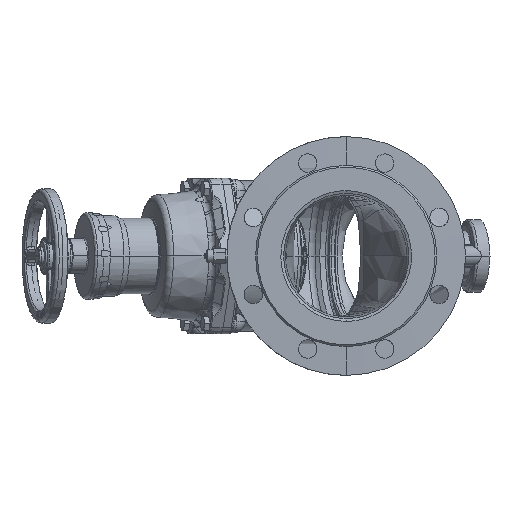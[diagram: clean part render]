
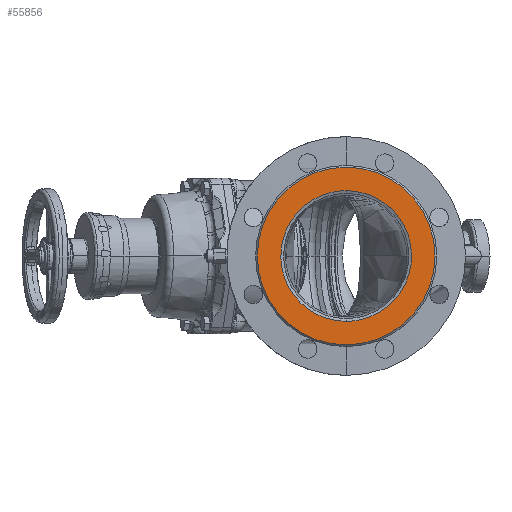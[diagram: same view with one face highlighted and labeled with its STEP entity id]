
A CAD part, left-side view. The second image highlights one B-rep face of the part: STEP entity #55856.
In plain terms, the highlighted planar face has unit normal (-1, 0, 0).
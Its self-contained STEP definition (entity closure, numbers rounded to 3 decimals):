
#55753=CARTESIAN_POINT('Vertex',(-227.,0.,-106.)) ;
#55756=CARTESIAN_POINT('Axis2P3D Location',(-227.,0.,0.)) ;
#55760=CARTESIAN_POINT('Vertex',(-227.,0.,106.)) ;
#55775=CARTESIAN_POINT('Axis2P3D Location',(-227.,0.,0.)) ;
#55787=CARTESIAN_POINT('Axis2P3D Location',(-227.,-75.,0.)) ;
#55797=CARTESIAN_POINT('Control Point',(-227.,0.,78.)) ;
#55798=CARTESIAN_POINT('Control Point',(-227.,-7.355,78.)) ;
#55799=CARTESIAN_POINT('Control Point',(-227.,-14.711,77.133)) ;
#55800=CARTESIAN_POINT('Control Point',(-227.,-21.93,75.399)) ;
#55801=CARTESIAN_POINT('Control Point',(-227.,-35.823,70.262)) ;
#55802=CARTESIAN_POINT('Control Point',(-227.,-48.141,62.035)) ;
#55803=CARTESIAN_POINT('Control Point',(-227.,-53.785,57.211)) ;
#55804=CARTESIAN_POINT('Control Point',(-227.,-63.828,46.324)) ;
#55805=CARTESIAN_POINT('Control Point',(-227.,-71.066,33.4)) ;
#55806=CARTESIAN_POINT('Control Point',(-227.,-73.903,26.539)) ;
#55807=CARTESIAN_POINT('Control Point',(-227.,-77.905,12.278)) ;
#55808=CARTESIAN_POINT('Control Point',(-227.,-78.483,-2.523)) ;
#55809=CARTESIAN_POINT('Control Point',(-227.,-77.894,-9.925)) ;
#55810=CARTESIAN_POINT('Control Point',(-227.,-74.982,-24.448)) ;
#55811=CARTESIAN_POINT('Control Point',(-227.,-68.773,-37.896)) ;
#55812=CARTESIAN_POINT('Control Point',(-227.,-64.887,-44.223)) ;
#55813=CARTESIAN_POINT('Control Point',(-227.,-55.696,-55.839)) ;
#55814=CARTESIAN_POINT('Control Point',(-227.,-44.056,-65.)) ;
#55815=CARTESIAN_POINT('Control Point',(-227.,-37.72,-68.87)) ;
#55816=CARTESIAN_POINT('Control Point',(-227.,-26.524,-74.004)) ;
#55817=CARTESIAN_POINT('Control Point',(-227.,-14.591,-76.857)) ;
#55818=CARTESIAN_POINT('Control Point',(-227.,-9.754,-77.619)) ;
#55819=CARTESIAN_POINT('Control Point',(-227.,-4.877,-78.)) ;
#55820=CARTESIAN_POINT('Control Point',(-227.,0.,-78.)) ;
#55821=CARTESIAN_POINT('Vertex',(-227.,0.,78.)) ;
#55823=CARTESIAN_POINT('Vertex',(-227.,0.,-78.)) ;
#55827=CARTESIAN_POINT('Control Point',(-227.,0.,-78.)) ;
#55828=CARTESIAN_POINT('Control Point',(-227.,7.355,-78.)) ;
#55829=CARTESIAN_POINT('Control Point',(-227.,14.711,-77.133)) ;
#55830=CARTESIAN_POINT('Control Point',(-227.,21.93,-75.399)) ;
#55831=CARTESIAN_POINT('Control Point',(-227.,35.823,-70.262)) ;
#55832=CARTESIAN_POINT('Control Point',(-227.,48.141,-62.035)) ;
#55833=CARTESIAN_POINT('Control Point',(-227.,53.785,-57.211)) ;
#55834=CARTESIAN_POINT('Control Point',(-227.,63.828,-46.324)) ;
#55835=CARTESIAN_POINT('Control Point',(-227.,71.066,-33.4)) ;
#55836=CARTESIAN_POINT('Control Point',(-227.,73.903,-26.539)) ;
#55837=CARTESIAN_POINT('Control Point',(-227.,77.905,-12.278)) ;
#55838=CARTESIAN_POINT('Control Point',(-227.,78.483,2.523)) ;
#55839=CARTESIAN_POINT('Control Point',(-227.,77.894,9.925)) ;
#55840=CARTESIAN_POINT('Control Point',(-227.,74.982,24.448)) ;
#55841=CARTESIAN_POINT('Control Point',(-227.,68.773,37.896)) ;
#55842=CARTESIAN_POINT('Control Point',(-227.,64.887,44.223)) ;
#55843=CARTESIAN_POINT('Control Point',(-227.,55.696,55.839)) ;
#55844=CARTESIAN_POINT('Control Point',(-227.,44.056,65.)) ;
#55845=CARTESIAN_POINT('Control Point',(-227.,37.72,68.87)) ;
#55846=CARTESIAN_POINT('Control Point',(-227.,26.524,74.004)) ;
#55847=CARTESIAN_POINT('Control Point',(-227.,14.591,76.857)) ;
#55848=CARTESIAN_POINT('Control Point',(-227.,9.754,77.619)) ;
#55849=CARTESIAN_POINT('Control Point',(-227.,4.877,78.)) ;
#55850=CARTESIAN_POINT('Control Point',(-227.,0.,78.)) ;
#55757=DIRECTION('Axis2P3D Direction',(1.,0.,0.)) ;
#55776=DIRECTION('Axis2P3D Direction',(1.,0.,0.)) ;
#55788=DIRECTION('Axis2P3D Direction',(-1.,0.,0.)) ;
#55789=DIRECTION('Axis2P3D XDirection',(0.,0.,1.)) ;
#55758=AXIS2_PLACEMENT_3D('Circle Axis2P3D',#55756,#55757,$) ;
#55777=AXIS2_PLACEMENT_3D('Circle Axis2P3D',#55775,#55776,$) ;
#55790=AXIS2_PLACEMENT_3D('Plane Axis2P3D',#55787,#55788,#55789) ;
#55759=CIRCLE('generated circle',#55758,106.) ;
#55778=CIRCLE('generated circle',#55777,106.) ;
#55791=PLANE('',#55790) ;
#55855=FACE_BOUND('',#55852,.T.) ;
#55762=EDGE_CURVE('',#55761,#55754,#55759,.F.) ;
#55779=EDGE_CURVE('',#55754,#55761,#55778,.F.) ;
#55825=EDGE_CURVE('',#55822,#55824,#55796,.T.) ;
#55851=EDGE_CURVE('',#55824,#55822,#55826,.T.) ;
#55793=ORIENTED_EDGE('',*,*,#55762,.T.) ;
#55794=ORIENTED_EDGE('',*,*,#55779,.T.) ;
#55853=ORIENTED_EDGE('',*,*,#55825,.T.) ;
#55854=ORIENTED_EDGE('',*,*,#55851,.T.) ;
#55792=EDGE_LOOP('',(#55793,#55794)) ;
#55852=EDGE_LOOP('',(#55853,#55854)) ;
#55754=VERTEX_POINT('',#55753) ;
#55761=VERTEX_POINT('',#55760) ;
#55822=VERTEX_POINT('',#55821) ;
#55824=VERTEX_POINT('',#55823) ;
#55856=ADVANCED_FACE('NONE',(#55795,#55855),#55791,.T.) ;
#55796=B_SPLINE_CURVE_WITH_KNOTS('',5,(#55797,#55798,#55799,#55800,#55801,#55802,#55803,#55804,#55805,#55806,#55807,#55808,#55809,#55810,#55811,#55812,#55813,#55814,#55815,#55816,#55817,#55818,#55819,#55820),.UNSPECIFIED.,.F.,.U.,(6,3,3,3,3,3,3,6),(0.,52.01,104.019,156.029,208.038,260.048,312.057,346.542),.UNSPECIFIED.) ;
#55826=B_SPLINE_CURVE_WITH_KNOTS('',5,(#55827,#55828,#55829,#55830,#55831,#55832,#55833,#55834,#55835,#55836,#55837,#55838,#55839,#55840,#55841,#55842,#55843,#55844,#55845,#55846,#55847,#55848,#55849,#55850),.UNSPECIFIED.,.F.,.U.,(6,3,3,3,3,3,3,6),(0.,52.01,104.019,156.029,208.038,260.048,312.057,346.542),.UNSPECIFIED.) ;
#55795=FACE_OUTER_BOUND('',#55792,.T.) ;
